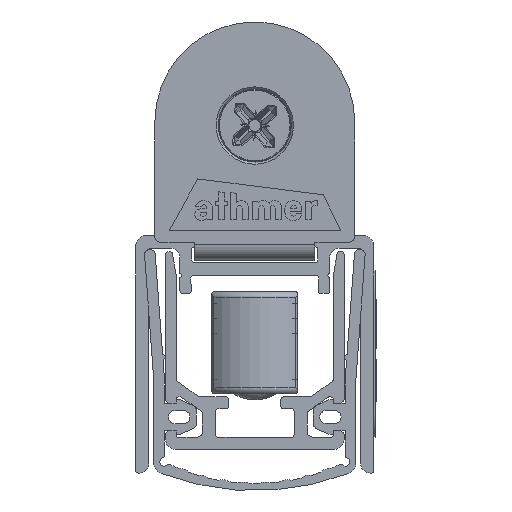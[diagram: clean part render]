
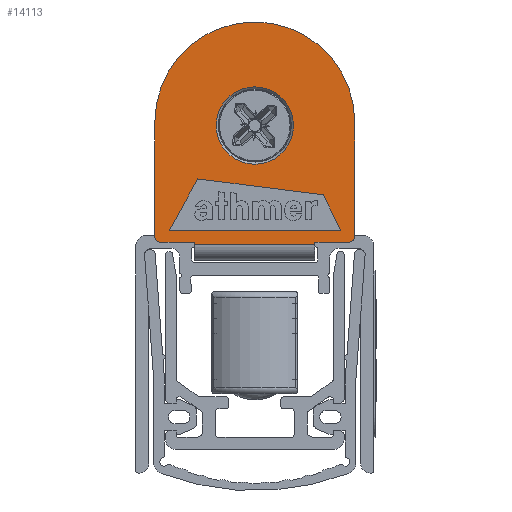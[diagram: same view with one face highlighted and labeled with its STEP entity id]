
A CAD part, front view. The second image highlights one B-rep face of the part: STEP entity #14113.
In plain terms, the highlighted planar face has unit normal (0, -1, 0).
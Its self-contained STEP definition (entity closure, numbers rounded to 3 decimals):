
#1094=CIRCLE('',#15504,0.5);
#1095=CIRCLE('',#15505,8.4);
#1096=CIRCLE('',#15506,0.5);
#1097=CIRCLE('',#15507,3.25);
#2562=ORIENTED_EDGE('',*,*,#6094,.T.);
#2563=ORIENTED_EDGE('',*,*,#6095,.T.);
#2564=ORIENTED_EDGE('',*,*,#6096,.T.);
#2565=ORIENTED_EDGE('',*,*,#6097,.T.);
#2566=ORIENTED_EDGE('',*,*,#6098,.F.);
#2567=ORIENTED_EDGE('',*,*,#6099,.T.);
#2568=ORIENTED_EDGE('',*,*,#6100,.T.);
#2569=ORIENTED_EDGE('',*,*,#6101,.T.);
#2570=ORIENTED_EDGE('',*,*,#6102,.T.);
#2571=ORIENTED_EDGE('',*,*,#6103,.T.);
#2572=ORIENTED_EDGE('',*,*,#6104,.T.);
#2573=ORIENTED_EDGE('',*,*,#6105,.T.);
#2574=ORIENTED_EDGE('',*,*,#6106,.T.);
#2575=ORIENTED_EDGE('',*,*,#6107,.T.);
#2576=ORIENTED_EDGE('',*,*,#6108,.T.);
#6094=EDGE_CURVE('',#7977,#7978,#9394,.T.);
#6095=EDGE_CURVE('',#7978,#7979,#1094,.T.);
#6096=EDGE_CURVE('',#7979,#7980,#9395,.T.);
#6097=EDGE_CURVE('',#7980,#7981,#1095,.T.);
#6098=EDGE_CURVE('',#7982,#7981,#9396,.T.);
#6099=EDGE_CURVE('',#7982,#7983,#1096,.T.);
#6100=EDGE_CURVE('',#7983,#7984,#9397,.T.);
#6101=EDGE_CURVE('',#7984,#7985,#9398,.T.);
#6102=EDGE_CURVE('',#7985,#7986,#9399,.F.);
#6103=EDGE_CURVE('',#7986,#7977,#9400,.T.);
#6104=EDGE_CURVE('',#7987,#7987,#1097,.F.);
#6105=EDGE_CURVE('',#7988,#7989,#9401,.T.);
#6106=EDGE_CURVE('',#7989,#7990,#9402,.T.);
#6107=EDGE_CURVE('',#7990,#7991,#9403,.T.);
#6108=EDGE_CURVE('',#7991,#7988,#9404,.T.);
#7977=VERTEX_POINT('',#20969);
#7978=VERTEX_POINT('',#20970);
#7979=VERTEX_POINT('',#20972);
#7980=VERTEX_POINT('',#20974);
#7981=VERTEX_POINT('',#20976);
#7982=VERTEX_POINT('',#20978);
#7983=VERTEX_POINT('',#20980);
#7984=VERTEX_POINT('',#20982);
#7985=VERTEX_POINT('',#20984);
#7986=VERTEX_POINT('',#20986);
#7987=VERTEX_POINT('',#20989);
#7988=VERTEX_POINT('',#20991);
#7989=VERTEX_POINT('',#20992);
#7990=VERTEX_POINT('',#20994);
#7991=VERTEX_POINT('',#20996);
#9394=LINE('',#20968,#10722);
#9395=LINE('',#20973,#10723);
#9396=LINE('',#20977,#10724);
#9397=LINE('',#20981,#10725);
#9398=LINE('',#20983,#10726);
#9399=LINE('',#20985,#10727);
#9400=LINE('',#20987,#10728);
#9401=LINE('',#20990,#10729);
#9402=LINE('',#20993,#10730);
#9403=LINE('',#20995,#10731);
#9404=LINE('',#20997,#10732);
#10722=VECTOR('',#17489,1000.);
#10723=VECTOR('',#17492,1000.);
#10724=VECTOR('',#17495,1000.);
#10725=VECTOR('',#17498,1000.);
#10726=VECTOR('',#17499,1000.);
#10727=VECTOR('',#17500,1000.);
#10728=VECTOR('',#17501,1000.);
#10729=VECTOR('',#17504,1000.);
#10730=VECTOR('',#17505,1000.);
#10731=VECTOR('',#17506,1000.);
#10732=VECTOR('',#17507,1000.);
#11831=EDGE_LOOP('',(#2562,#2563,#2564,#2565,#2566,#2567,#2568,#2569,#2570,
#2571));
#11832=EDGE_LOOP('',(#2572));
#11833=EDGE_LOOP('',(#2573,#2574,#2575,#2576));
#12712=FACE_BOUND('',#11831,.T.);
#12713=FACE_BOUND('',#11832,.T.);
#12714=FACE_BOUND('',#11833,.T.);
#13469=PLANE('',#15503);
#14113=ADVANCED_FACE('',(#12712,#12713,#12714),#13469,.T.);
#15503=AXIS2_PLACEMENT_3D('',#20967,#17487,#17488);
#15504=AXIS2_PLACEMENT_3D('',#20971,#17490,#17491);
#15505=AXIS2_PLACEMENT_3D('',#20975,#17493,#17494);
#15506=AXIS2_PLACEMENT_3D('',#20979,#17496,#17497);
#15507=AXIS2_PLACEMENT_3D('',#20988,#17502,#17503);
#17487=DIRECTION('',(0.,-1.,0.));
#17488=DIRECTION('',(0.,0.,-1.));
#17489=DIRECTION('',(1.,0.,0.));
#17490=DIRECTION('',(0.,-1.,0.));
#17491=DIRECTION('',(0.,0.,-1.));
#17492=DIRECTION('',(0.,0.,1.));
#17493=DIRECTION('',(0.,-1.,0.));
#17494=DIRECTION('',(1.,0.,0.));
#17495=DIRECTION('',(0.,0.,1.));
#17496=DIRECTION('',(0.,-1.,0.));
#17497=DIRECTION('',(0.,0.,-1.));
#17498=DIRECTION('',(1.,0.,0.));
#17499=DIRECTION('',(0.,0.,-1.));
#17500=DIRECTION('',(-1.,0.,0.));
#17501=DIRECTION('',(0.,0.,1.));
#17502=DIRECTION('',(0.,-1.,0.));
#17503=DIRECTION('',(0.,0.,-1.));
#17504=DIRECTION('',(0.436,0.,-0.9));
#17505=DIRECTION('',(-1.,0.,0.));
#17506=DIRECTION('',(0.486,0.,0.874));
#17507=DIRECTION('',(0.992,0.,-0.126));
#20967=CARTESIAN_POINT('',(8.4,0.,0.));
#20968=CARTESIAN_POINT('',(5.05,0.,1.5));
#20969=CARTESIAN_POINT('',(5.05,0.,1.5));
#20970=CARTESIAN_POINT('',(7.9,0.,1.5));
#20971=CARTESIAN_POINT('',(7.9,0.,2.));
#20972=CARTESIAN_POINT('',(8.4,0.,2.));
#20973=CARTESIAN_POINT('',(8.4,0.,0.));
#20974=CARTESIAN_POINT('',(8.4,0.,11.6));
#20975=CARTESIAN_POINT('',(0.,0.,11.6));
#20976=CARTESIAN_POINT('',(-8.4,0.,11.6));
#20977=CARTESIAN_POINT('',(-8.4,0.,0.));
#20978=CARTESIAN_POINT('',(-8.4,0.,2.));
#20979=CARTESIAN_POINT('',(-7.9,0.,2.));
#20980=CARTESIAN_POINT('',(-7.9,0.,1.5));
#20981=CARTESIAN_POINT('',(-8.4,0.,1.5));
#20982=CARTESIAN_POINT('',(-5.05,0.,1.5));
#20983=CARTESIAN_POINT('',(-5.05,0.,1.5));
#20984=CARTESIAN_POINT('',(-5.05,0.,1.3));
#20985=CARTESIAN_POINT('',(8.4,0.,1.3));
#20986=CARTESIAN_POINT('',(5.05,0.,1.3));
#20987=CARTESIAN_POINT('',(5.05,0.,0.));
#20988=CARTESIAN_POINT('',(0.,0.,11.3));
#20989=CARTESIAN_POINT('',(0.,0.,8.05));
#20990=CARTESIAN_POINT('',(5.765,0.,5.474));
#20991=CARTESIAN_POINT('',(5.765,0.,5.474));
#20992=CARTESIAN_POINT('',(7.204,0.,2.5));
#20993=CARTESIAN_POINT('',(7.204,0.,2.5));
#20994=CARTESIAN_POINT('',(-7.187,0.,2.5));
#20995=CARTESIAN_POINT('',(-7.187,0.,2.5));
#20996=CARTESIAN_POINT('',(-4.788,0.,6.817));
#20997=CARTESIAN_POINT('',(-4.788,0.,6.817));
